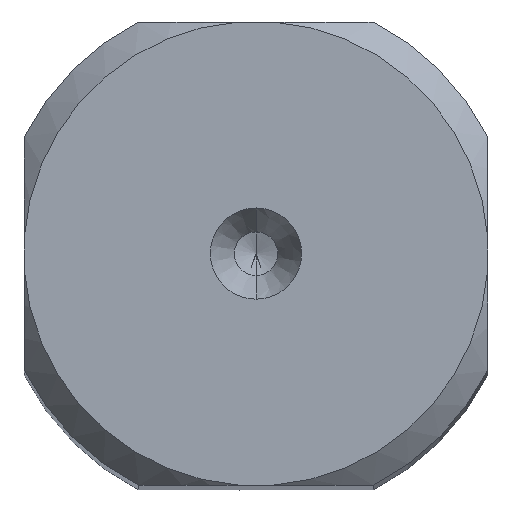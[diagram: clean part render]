
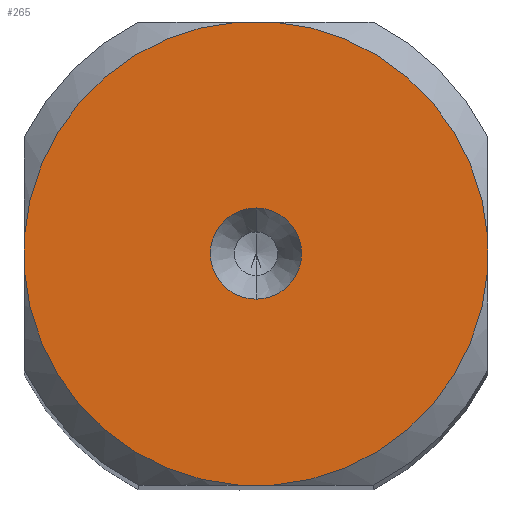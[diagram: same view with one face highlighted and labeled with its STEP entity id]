
A CAD part, top view. The second image highlights one B-rep face of the part: STEP entity #265.
In plain terms, the highlighted planar face has unit normal (0, 0, 1).
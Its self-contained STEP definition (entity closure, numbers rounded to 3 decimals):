
#265=ADVANCED_FACE('',(#385,#386),#357,.T.);
#357=PLANE('',#1784);
#385=FACE_BOUND('',#393,.T.);
#386=FACE_BOUND('',#394,.T.);
#393=EDGE_LOOP('',(#564,#565,#566,#567,#568,#569,#570,#571));
#394=EDGE_LOOP('',(#572,#573));
#489=CIRCLE('',#1778,8.525);
#490=CIRCLE('',#1779,8.525);
#491=CIRCLE('',#1780,8.525);
#492=CIRCLE('',#1781,8.525);
#493=CIRCLE('',#1782,1.675);
#494=CIRCLE('',#1783,1.675);
#564=ORIENTED_EDGE('',*,*,#1237,.F.);
#565=ORIENTED_EDGE('',*,*,#1238,.T.);
#566=ORIENTED_EDGE('',*,*,#1239,.F.);
#567=ORIENTED_EDGE('',*,*,#1240,.T.);
#568=ORIENTED_EDGE('',*,*,#1241,.F.);
#569=ORIENTED_EDGE('',*,*,#1242,.T.);
#570=ORIENTED_EDGE('',*,*,#1243,.F.);
#571=ORIENTED_EDGE('',*,*,#1244,.T.);
#572=ORIENTED_EDGE('',*,*,#1245,.T.);
#573=ORIENTED_EDGE('',*,*,#1246,.T.);
#1070=VERTEX_POINT('',#2465);
#1071=VERTEX_POINT('',#2466);
#1072=VERTEX_POINT('',#2468);
#1073=VERTEX_POINT('',#2470);
#1074=VERTEX_POINT('',#2472);
#1075=VERTEX_POINT('',#2474);
#1076=VERTEX_POINT('',#2476);
#1077=VERTEX_POINT('',#2478);
#1078=VERTEX_POINT('',#2481);
#1079=VERTEX_POINT('',#2482);
#1237=EDGE_CURVE('',#1070,#1071,#1490,.T.);
#1238=EDGE_CURVE('',#1070,#1072,#489,.T.);
#1239=EDGE_CURVE('',#1073,#1072,#1491,.T.);
#1240=EDGE_CURVE('',#1073,#1074,#490,.T.);
#1241=EDGE_CURVE('',#1075,#1074,#1492,.T.);
#1242=EDGE_CURVE('',#1075,#1076,#491,.T.);
#1243=EDGE_CURVE('',#1077,#1076,#1493,.T.);
#1244=EDGE_CURVE('',#1077,#1071,#492,.T.);
#1245=EDGE_CURVE('',#1078,#1079,#493,.T.);
#1246=EDGE_CURVE('',#1079,#1078,#494,.T.);
#1490=LINE('',#2464,#1597);
#1491=LINE('',#2469,#1598);
#1492=LINE('',#2473,#1599);
#1493=LINE('',#2477,#1600);
#1597=VECTOR('',#1981,1.);
#1598=VECTOR('',#1984,1.);
#1599=VECTOR('',#1987,1.);
#1600=VECTOR('',#1990,1.);
#1778=AXIS2_PLACEMENT_3D('',#2467,#1982,#1983);
#1779=AXIS2_PLACEMENT_3D('',#2471,#1985,#1986);
#1780=AXIS2_PLACEMENT_3D('',#2475,#1988,#1989);
#1781=AXIS2_PLACEMENT_3D('',#2479,#1991,#1992);
#1782=AXIS2_PLACEMENT_3D('',#2480,#1993,#1994);
#1783=AXIS2_PLACEMENT_3D('',#2483,#1995,#1996);
#1784=AXIS2_PLACEMENT_3D('',#2484,#1997,#1998);
#1981=DIRECTION('',(0.,1.,0.));
#1982=DIRECTION('',(0.,0.,1.));
#1983=DIRECTION('',(-0.997,-0.077,0.));
#1984=DIRECTION('',(-1.,0.,0.));
#1985=DIRECTION('',(0.,0.,1.));
#1986=DIRECTION('',(0.077,-0.997,0.));
#1987=DIRECTION('',(0.,-1.,0.));
#1988=DIRECTION('',(0.,0.,1.));
#1989=DIRECTION('',(0.997,0.077,0.));
#1990=DIRECTION('',(1.,0.,0.));
#1991=DIRECTION('',(0.,0.,1.));
#1992=DIRECTION('',(-0.077,0.997,0.));
#1993=DIRECTION('',(0.,0.,-1.));
#1994=DIRECTION('',(0.,1.,0.));
#1995=DIRECTION('',(0.,0.,-1.));
#1996=DIRECTION('',(0.,-1.,0.));
#1997=DIRECTION('',(0.,0.,1.));
#1998=DIRECTION('',(-1.,0.,0.));
#2464=CARTESIAN_POINT('',(-8.5,-0.652,0.));
#2465=CARTESIAN_POINT('',(-8.5,-0.652,0.));
#2466=CARTESIAN_POINT('',(-8.5,0.652,0.));
#2467=CARTESIAN_POINT('',(0.,0.,0.));
#2468=CARTESIAN_POINT('',(-0.652,-8.5,0.));
#2469=CARTESIAN_POINT('',(0.652,-8.5,0.));
#2470=CARTESIAN_POINT('',(0.652,-8.5,0.));
#2471=CARTESIAN_POINT('',(0.,0.,0.));
#2472=CARTESIAN_POINT('',(8.5,-0.652,0.));
#2473=CARTESIAN_POINT('',(8.5,0.652,0.));
#2474=CARTESIAN_POINT('',(8.5,0.652,0.));
#2475=CARTESIAN_POINT('',(0.,0.,0.));
#2476=CARTESIAN_POINT('',(0.652,8.5,0.));
#2477=CARTESIAN_POINT('',(-0.652,8.5,0.));
#2478=CARTESIAN_POINT('',(-0.652,8.5,0.));
#2479=CARTESIAN_POINT('',(0.,0.,0.));
#2480=CARTESIAN_POINT('',(0.,0.,0.));
#2481=CARTESIAN_POINT('',(0.,1.675,0.));
#2482=CARTESIAN_POINT('',(0.,-1.675,0.));
#2483=CARTESIAN_POINT('',(0.,0.,0.));
#2484=CARTESIAN_POINT('',(0.,0.,0.));
